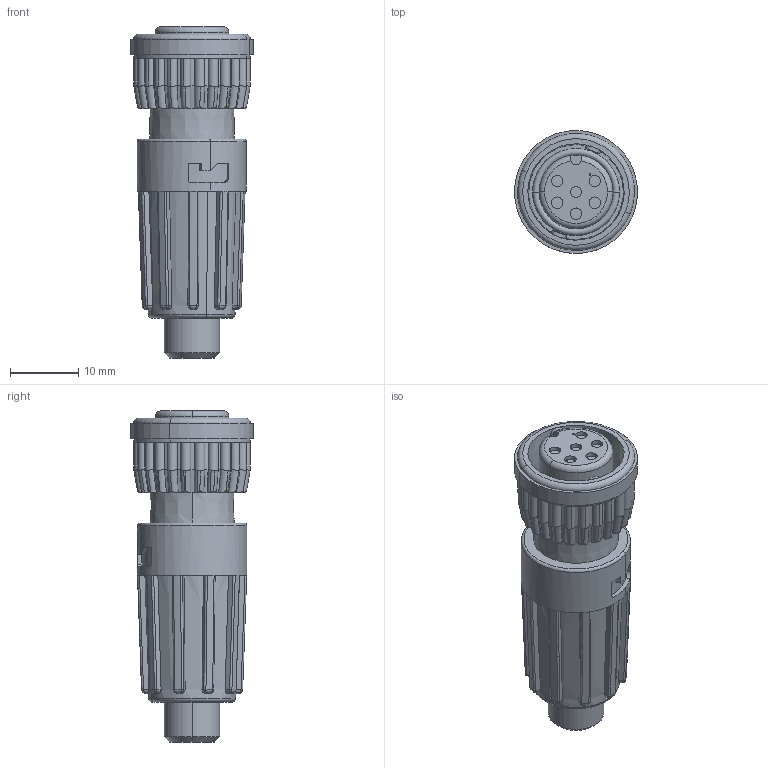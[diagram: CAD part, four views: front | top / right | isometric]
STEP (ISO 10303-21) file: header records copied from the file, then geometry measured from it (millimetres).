
FILE_DESCRIPTION (( 'STEP AP203' ), '1' );
FILE_NAME ('6280-6SG-519.STEP', '2015-07-22T15:54:04', ( '' ), ( '' ), 'SwSTEP 2.0', 'SolidWorks 2014', '' );
FILE_SCHEMA (( 'CONFIG_CONTROL_DESIGN' ));
Length unit declared in the file: inch
Products named in the file (1): 6280-6SG-519
Bounding box: 18.03 x 18.03 x 48.64 mm (x, y, z)
Volume: 7056.9 mm3; surface area: 3884 mm2
Topology: 1 solids, 1 shells, 459 faces, 1225 edges, 762 vertices
Faces by surface type: cylinder 203, plane 105, bspline 80, torus 36, cone 34, sphere 1
Entity records: 21831 total; most frequent: CARTESIAN_POINT 11776, ORIENTED_EDGE 2404, DIRECTION 1754, EDGE_CURVE 1202, VERTEX_POINT 760, AXIS2_PLACEMENT_3D 708, EDGE_LOOP 474, FACE_OUTER_BOUND 459
